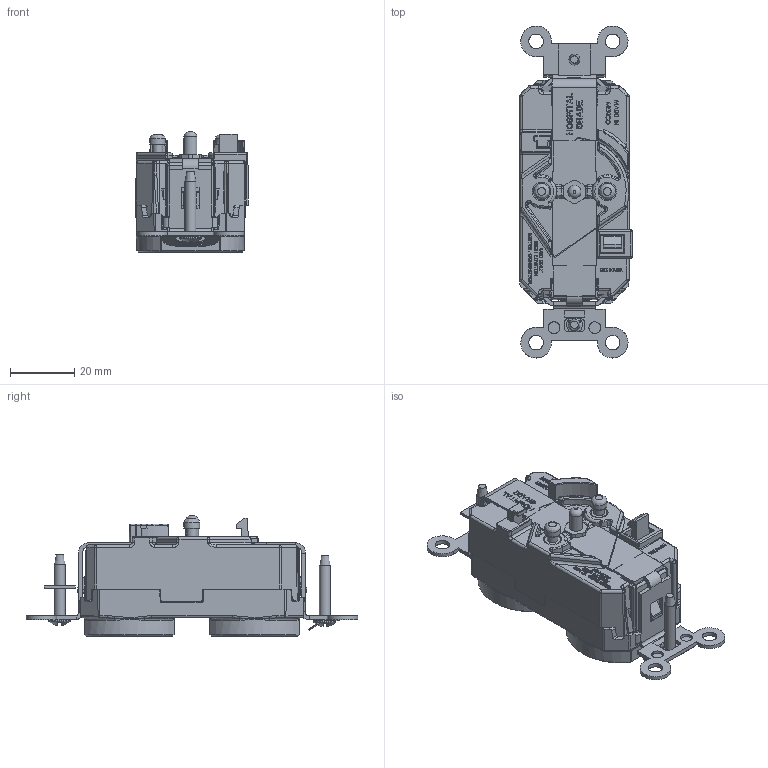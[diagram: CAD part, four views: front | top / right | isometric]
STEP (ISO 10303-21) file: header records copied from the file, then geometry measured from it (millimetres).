
FILE_DESCRIPTION (( 'STEP AP214' ), '1' );
FILE_NAME ('CATSTD-MT830-ILX-M01.STEP', '2022-02-25T14:22:10', ( '' ), ( '' ), 'SwSTEP 2.0', 'SolidWorks 2020', '' );
FILE_SCHEMA (( 'AUTOMOTIVE_DESIGN' ));
Length unit declared in the file: inch
Products named in the file (1): CATSTD-MT830-ILX-M01
Bounding box: 35.02 x 103.17 x 37.4 mm (x, y, z)
Volume: 60586.9 mm3; surface area: 23249.1 mm2
Topology: 4 solids, 12 shells, 3901 faces, 10739 edges, 6988 vertices
Faces by surface type: plane 2932, cylinder 499, bspline 292, torus 64, cone 59, sphere 55
Full cylindrical faces by diameter (mm): 2.858 x1, 3.226 x2, 3.404 x2, 3.683 x2, 4.064 x1, 4.089 x1, 4.521 x4, 4.724 x1, 4.953 x4, 5.156 x1, 6.858 x2, 7.849 x1, 8.382 x1, 8.423 x1
Entity records: 173236 total; most frequent: CARTESIAN_POINT 46081, ORIENTED_EDGE 21326, DIRECTION 17306, EDGE_CURVE 10663, LINE 8360, VECTOR 8360, VERTEX_POINT 6971, AXIS2_PLACEMENT_3D 4473
